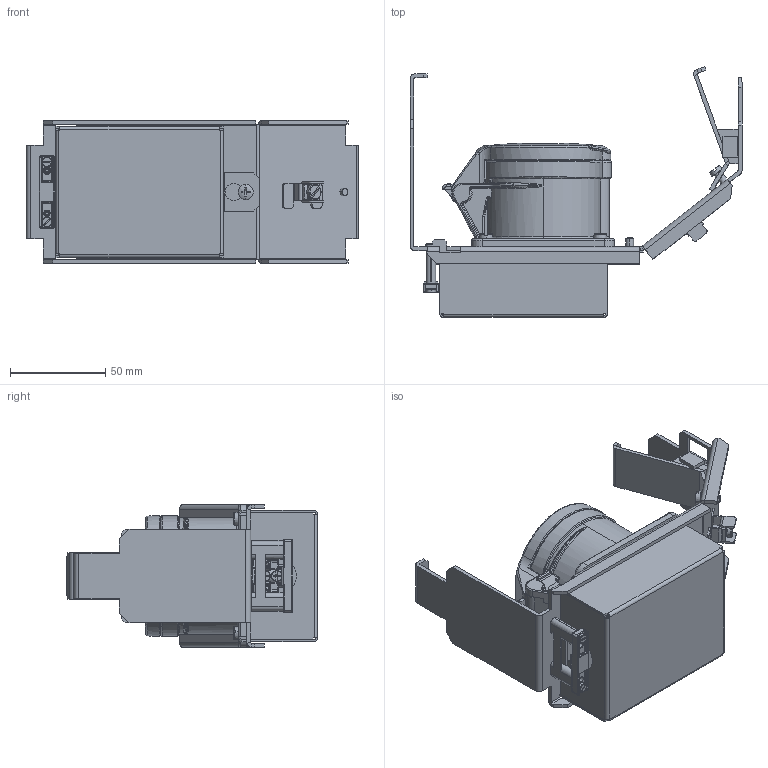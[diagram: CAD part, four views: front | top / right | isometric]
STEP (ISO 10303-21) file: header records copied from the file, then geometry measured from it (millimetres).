
FILE_DESCRIPTION (( 'STEP AP214' ), '1' );
FILE_NAME ('7407663.STEP', '2023-07-04T06:49:51', ( '' ), ( '' ), 'SwSTEP 2.0', 'SolidWorks 2022', '' );
FILE_SCHEMA (( 'AUTOMOTIVE_DESIGN' ));
Length unit declared in the file: millimetre
Products named in the file (14): P_39406494_5; 35083B_Standard; 001583_Standard; 001645_eingebauter Zustand; 001582_Standard; 001581T1_GT2CEE; slotted cheese head screw_iso_ISO 1207 - M4 x 16 --- 16C; 35104201_Standard; 240492; 35104348_Standard; P_39406494_6; 35104466_Standard; 001581_GT2CEE; 7407663
Assembly tree (19 placements, depth 3):
  7407663
    001581_GT2CEE
      001581T1_GT2CEE
      35083B_Standard
    001583_Standard
    35104201_Standard
    001582_Standard
    P_39406494_6
    P_39406494_5
    001645_eingebauter Zustand
    35104466_Standard
    35104348_Standard  x4
    240492
    slotted cheese head screw_iso_ISO 1207 - M4 x 16 --- 16C  x4
Bounding box: 174.5 x 131.77 x 75 mm (x, y, z)
Volume: 270429.1 mm3; surface area: 119001 mm2
Topology: 18 solids, 18 shells, 2327 faces, 5768 edges, 3480 vertices
Faces by surface type: plane 861, bspline 672, cylinder 543, cone 206, torus 41, sphere 4
Entity records: 93458 total; most frequent: CARTESIAN_POINT 44051, ORIENTED_EDGE 11022, DIRECTION 8213, EDGE_CURVE 5511, VERTEX_POINT 3351, AXIS2_PLACEMENT_3D 2889, LINE 2435, VECTOR 2435
